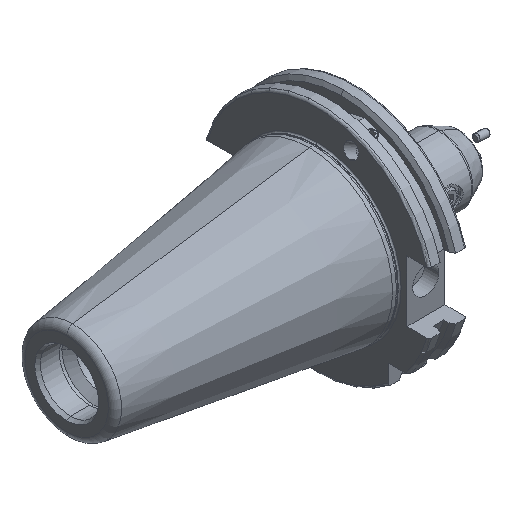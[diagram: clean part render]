
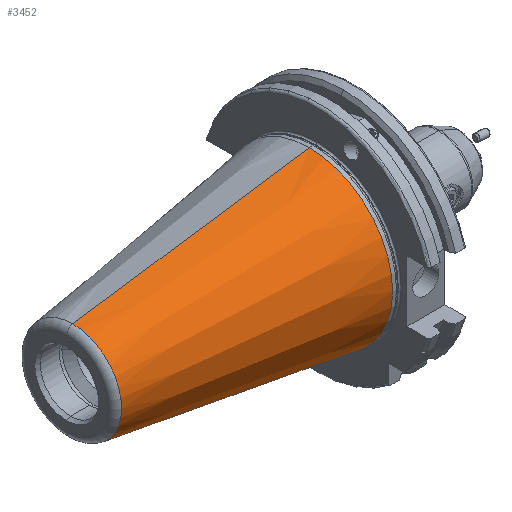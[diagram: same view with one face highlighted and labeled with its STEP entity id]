
A CAD part, isometric view. The second image highlights one B-rep face of the part: STEP entity #3452.
In plain terms, the highlighted conical face has half-angle 8.297 degrees and reference radius 34.925 mm.
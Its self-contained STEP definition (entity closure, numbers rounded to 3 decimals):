
#3397 = ORIENTED_EDGE ( 'NONE', *, *, #3568, .F. ) ;
#3452 = ADVANCED_FACE ( 'NONE', ( #3955 ), #3954, .T. ) ;
#3453 = EDGE_LOOP ( 'NONE', ( #3397, #3566, #3484, #3485 ) ) ;
#3484 = ORIENTED_EDGE ( 'NONE', *, *, #3542, .T. ) ;
#3485 = ORIENTED_EDGE ( 'NONE', *, *, #3486, .F. ) ;
#3486 = EDGE_CURVE ( 'NONE', #3570, #3565, #4101, .T. ) ;
#3542 = EDGE_CURVE ( 'NONE', #3543, #3565, #4230, .T. ) ;
#3543 = VERTEX_POINT ( 'NONE', #4209 ) ;
#3565 = VERTEX_POINT ( 'NONE', #4232 ) ;
#3566 = ORIENTED_EDGE ( 'NONE', *, *, #3567, .T. ) ;
#3567 = EDGE_CURVE ( 'NONE', #3569, #3543, #4288, .T. ) ;
#3568 = EDGE_CURVE ( 'NONE', #3569, #3570, #4284, .T. ) ;
#3569 = VERTEX_POINT ( 'NONE', #4279 ) ;
#3570 = VERTEX_POINT ( 'NONE', #4277 ) ;
#3952 = CARTESIAN_POINT ( 'NONE',  ( 0., 0., 0. ) ) ;
#3953 = AXIS2_PLACEMENT_3D ( 'NONE', #3952, #4003, #4002 ) ;
#3954 = CONICAL_SURFACE ( 'NONE', #3953, 34.925, 0.145 ) ;
#3955 = FACE_OUTER_BOUND ( 'NONE', #3453, .T. ) ;
#4002 = DIRECTION ( 'NONE',  ( 0., 0., 1. ) ) ;
#4003 = DIRECTION ( 'NONE',  ( 1., 0., 0. ) ) ;
#4098 = DIRECTION ( 'NONE',  ( 0.99, 0., 0.144 ) ) ;
#4099 = VECTOR ( 'NONE', #4098, 1000. ) ;
#4100 = CARTESIAN_POINT ( 'NONE',  ( 0., 0., 34.925 ) ) ;
#4101 = LINE ( 'NONE', #4100, #4099 ) ;
#4209 = CARTESIAN_POINT ( 'NONE',  ( 0., 0., -34.925 ) ) ;
#4226 = DIRECTION ( 'NONE',  ( 0., 0., -1. ) ) ;
#4227 = DIRECTION ( 'NONE',  ( -1., 0., 0. ) ) ;
#4228 = CARTESIAN_POINT ( 'NONE',  ( 0., 0., 0. ) ) ;
#4229 = AXIS2_PLACEMENT_3D ( 'NONE', #4228, #4227, #4226 ) ;
#4230 = CIRCLE ( 'NONE', #4229, 34.925 ) ;
#4232 = CARTESIAN_POINT ( 'NONE',  ( 0., 0., 34.925 ) ) ;
#4277 = CARTESIAN_POINT ( 'NONE',  ( -99.183, 0., 20.461 ) ) ;
#4279 = CARTESIAN_POINT ( 'NONE',  ( -99.183, 0., -20.461 ) ) ;
#4280 = DIRECTION ( 'NONE',  ( 0., 0., -1. ) ) ;
#4281 = DIRECTION ( 'NONE',  ( -1., 0., 0. ) ) ;
#4282 = CARTESIAN_POINT ( 'NONE',  ( -99.183, 0., 0. ) ) ;
#4283 = AXIS2_PLACEMENT_3D ( 'NONE', #4282, #4281, #4280 ) ;
#4284 = CIRCLE ( 'NONE', #4283, 20.461 ) ;
#4285 = DIRECTION ( 'NONE',  ( 0.99, 0., -0.144 ) ) ;
#4286 = VECTOR ( 'NONE', #4285, 1000. ) ;
#4287 = CARTESIAN_POINT ( 'NONE',  ( 0., 0., -34.925 ) ) ;
#4288 = LINE ( 'NONE', #4287, #4286 ) ;
